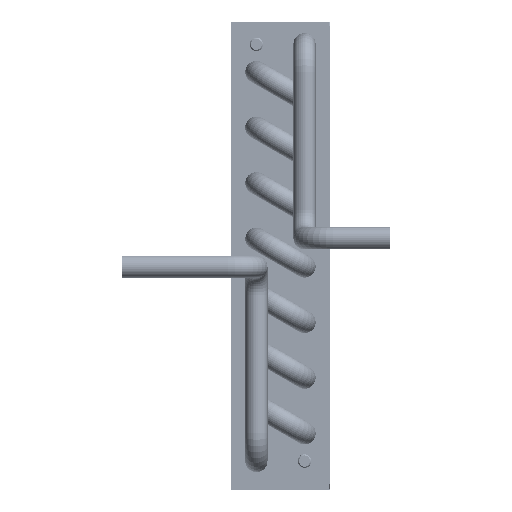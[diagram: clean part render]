
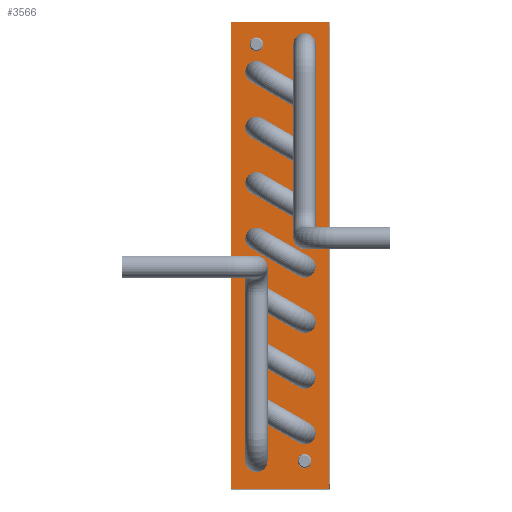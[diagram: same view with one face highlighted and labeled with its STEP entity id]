
A CAD part, top view. The second image highlights one B-rep face of the part: STEP entity #3566.
In plain terms, the highlighted planar face has unit normal (0, 0, 1).
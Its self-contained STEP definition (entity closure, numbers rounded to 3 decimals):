
#670=FACE_BOUND('',#1301,.T.);
#671=FACE_BOUND('',#1302,.T.);
#672=FACE_BOUND('',#1303,.T.);
#673=FACE_BOUND('',#1304,.T.);
#674=FACE_BOUND('',#1305,.T.);
#675=FACE_BOUND('',#1306,.T.);
#676=FACE_BOUND('',#1307,.T.);
#677=FACE_BOUND('',#1308,.T.);
#678=FACE_BOUND('',#1309,.T.);
#679=FACE_BOUND('',#1310,.T.);
#680=FACE_BOUND('',#1311,.T.);
#681=FACE_BOUND('',#1312,.T.);
#682=FACE_BOUND('',#1313,.T.);
#683=FACE_BOUND('',#1314,.T.);
#684=FACE_BOUND('',#1315,.T.);
#685=FACE_BOUND('',#1316,.T.);
#686=FACE_BOUND('',#1317,.T.);
#687=FACE_BOUND('',#1318,.T.);
#812=CIRCLE('',#3889,3.1);
#814=CIRCLE('',#3892,5.);
#816=CIRCLE('',#3895,5.);
#818=CIRCLE('',#3898,5.);
#820=CIRCLE('',#3901,5.);
#822=CIRCLE('',#3904,5.);
#824=CIRCLE('',#3907,5.);
#826=CIRCLE('',#3910,5.);
#828=CIRCLE('',#3913,5.);
#830=CIRCLE('',#3916,5.);
#832=CIRCLE('',#3919,5.);
#834=CIRCLE('',#3922,5.);
#836=CIRCLE('',#3925,5.);
#838=CIRCLE('',#3928,5.);
#840=CIRCLE('',#3931,5.);
#842=CIRCLE('',#3934,3.1);
#844=CIRCLE('',#3937,5.);
#846=CIRCLE('',#3940,5.);
#1117=FACE_OUTER_BOUND('',#1300,.T.);
#1300=EDGE_LOOP('',(#2749,#2750,#2751,#2752));
#1301=EDGE_LOOP('',(#2753));
#1302=EDGE_LOOP('',(#2754));
#1303=EDGE_LOOP('',(#2755));
#1304=EDGE_LOOP('',(#2756));
#1305=EDGE_LOOP('',(#2757));
#1306=EDGE_LOOP('',(#2758));
#1307=EDGE_LOOP('',(#2759));
#1308=EDGE_LOOP('',(#2760));
#1309=EDGE_LOOP('',(#2761));
#1310=EDGE_LOOP('',(#2762));
#1311=EDGE_LOOP('',(#2763));
#1312=EDGE_LOOP('',(#2764));
#1313=EDGE_LOOP('',(#2765));
#1314=EDGE_LOOP('',(#2766));
#1315=EDGE_LOOP('',(#2767));
#1316=EDGE_LOOP('',(#2768));
#1317=EDGE_LOOP('',(#2769));
#1318=EDGE_LOOP('',(#2770));
#1601=LINE('',#5757,#1758);
#1607=LINE('',#5775,#1764);
#1610=LINE('',#5780,#1767);
#1630=LINE('',#5891,#1787);
#1758=VECTOR('',#4468,10.);
#1764=VECTOR('',#4488,10.);
#1767=VECTOR('',#4493,10.);
#1787=VECTOR('',#4623,10.);
#1914=VERTEX_POINT('',#5754);
#1915=VERTEX_POINT('',#5756);
#1919=VERTEX_POINT('',#5772);
#1920=VERTEX_POINT('',#5774);
#1922=VERTEX_POINT('',#5782);
#1924=VERTEX_POINT('',#5788);
#1926=VERTEX_POINT('',#5794);
#1928=VERTEX_POINT('',#5800);
#1930=VERTEX_POINT('',#5806);
#1932=VERTEX_POINT('',#5812);
#1934=VERTEX_POINT('',#5818);
#1936=VERTEX_POINT('',#5824);
#1938=VERTEX_POINT('',#5830);
#1940=VERTEX_POINT('',#5836);
#1942=VERTEX_POINT('',#5842);
#1944=VERTEX_POINT('',#5848);
#1946=VERTEX_POINT('',#5854);
#1948=VERTEX_POINT('',#5860);
#1950=VERTEX_POINT('',#5866);
#1952=VERTEX_POINT('',#5872);
#1954=VERTEX_POINT('',#5878);
#1956=VERTEX_POINT('',#5884);
#2204=EDGE_CURVE('',#1915,#1914,#1601,.T.);
#2213=EDGE_CURVE('',#1920,#1919,#1607,.T.);
#2216=EDGE_CURVE('',#1919,#1915,#1610,.T.);
#2217=EDGE_CURVE('',#1922,#1922,#812,.T.);
#2220=EDGE_CURVE('',#1924,#1924,#814,.T.);
#2223=EDGE_CURVE('',#1926,#1926,#816,.T.);
#2226=EDGE_CURVE('',#1928,#1928,#818,.T.);
#2229=EDGE_CURVE('',#1930,#1930,#820,.T.);
#2232=EDGE_CURVE('',#1932,#1932,#822,.T.);
#2235=EDGE_CURVE('',#1934,#1934,#824,.T.);
#2238=EDGE_CURVE('',#1936,#1936,#826,.T.);
#2241=EDGE_CURVE('',#1938,#1938,#828,.T.);
#2244=EDGE_CURVE('',#1940,#1940,#830,.T.);
#2247=EDGE_CURVE('',#1942,#1942,#832,.T.);
#2250=EDGE_CURVE('',#1944,#1944,#834,.T.);
#2253=EDGE_CURVE('',#1946,#1946,#836,.T.);
#2256=EDGE_CURVE('',#1948,#1948,#838,.T.);
#2259=EDGE_CURVE('',#1950,#1950,#840,.T.);
#2262=EDGE_CURVE('',#1952,#1952,#842,.T.);
#2265=EDGE_CURVE('',#1954,#1954,#844,.T.);
#2268=EDGE_CURVE('',#1956,#1956,#846,.T.);
#2272=EDGE_CURVE('',#1914,#1920,#1630,.T.);
#2749=ORIENTED_EDGE('',*,*,#2216,.T.);
#2750=ORIENTED_EDGE('',*,*,#2204,.T.);
#2751=ORIENTED_EDGE('',*,*,#2272,.T.);
#2752=ORIENTED_EDGE('',*,*,#2213,.T.);
#2753=ORIENTED_EDGE('',*,*,#2217,.T.);
#2754=ORIENTED_EDGE('',*,*,#2220,.T.);
#2755=ORIENTED_EDGE('',*,*,#2223,.T.);
#2756=ORIENTED_EDGE('',*,*,#2226,.T.);
#2757=ORIENTED_EDGE('',*,*,#2229,.T.);
#2758=ORIENTED_EDGE('',*,*,#2232,.T.);
#2759=ORIENTED_EDGE('',*,*,#2235,.T.);
#2760=ORIENTED_EDGE('',*,*,#2238,.T.);
#2761=ORIENTED_EDGE('',*,*,#2241,.T.);
#2762=ORIENTED_EDGE('',*,*,#2244,.T.);
#2763=ORIENTED_EDGE('',*,*,#2247,.T.);
#2764=ORIENTED_EDGE('',*,*,#2250,.T.);
#2765=ORIENTED_EDGE('',*,*,#2253,.T.);
#2766=ORIENTED_EDGE('',*,*,#2256,.T.);
#2767=ORIENTED_EDGE('',*,*,#2259,.T.);
#2768=ORIENTED_EDGE('',*,*,#2262,.T.);
#2769=ORIENTED_EDGE('',*,*,#2265,.T.);
#2770=ORIENTED_EDGE('',*,*,#2268,.T.);
#3493=PLANE('',#3943);
#3566=ADVANCED_FACE('',(#1117,#670,#671,#672,#673,#674,#675,#676,#677,#678,
#679,#680,#681,#682,#683,#684,#685,#686,#687),#3493,.T.);
#3889=AXIS2_PLACEMENT_3D('',#5783,#4496,#4497);
#3892=AXIS2_PLACEMENT_3D('',#5789,#4503,#4504);
#3895=AXIS2_PLACEMENT_3D('',#5795,#4510,#4511);
#3898=AXIS2_PLACEMENT_3D('',#5801,#4517,#4518);
#3901=AXIS2_PLACEMENT_3D('',#5807,#4524,#4525);
#3904=AXIS2_PLACEMENT_3D('',#5813,#4531,#4532);
#3907=AXIS2_PLACEMENT_3D('',#5819,#4538,#4539);
#3910=AXIS2_PLACEMENT_3D('',#5825,#4545,#4546);
#3913=AXIS2_PLACEMENT_3D('',#5831,#4552,#4553);
#3916=AXIS2_PLACEMENT_3D('',#5837,#4559,#4560);
#3919=AXIS2_PLACEMENT_3D('',#5843,#4566,#4567);
#3922=AXIS2_PLACEMENT_3D('',#5849,#4573,#4574);
#3925=AXIS2_PLACEMENT_3D('',#5855,#4580,#4581);
#3928=AXIS2_PLACEMENT_3D('',#5861,#4587,#4588);
#3931=AXIS2_PLACEMENT_3D('',#5867,#4594,#4595);
#3934=AXIS2_PLACEMENT_3D('',#5873,#4601,#4602);
#3937=AXIS2_PLACEMENT_3D('',#5879,#4608,#4609);
#3940=AXIS2_PLACEMENT_3D('',#5885,#4615,#4616);
#3943=AXIS2_PLACEMENT_3D('',#5892,#4624,#4625);
#4468=DIRECTION('',(-1.,0.,0.));
#4488=DIRECTION('',(1.,0.,0.));
#4493=DIRECTION('',(0.,1.,0.));
#4496=DIRECTION('center_axis',(0.,0.,-1.));
#4497=DIRECTION('ref_axis',(1.,0.,0.));
#4503=DIRECTION('center_axis',(0.,0.,-1.));
#4504=DIRECTION('ref_axis',(1.,0.,0.));
#4510=DIRECTION('center_axis',(0.,0.,-1.));
#4511=DIRECTION('ref_axis',(1.,0.,0.));
#4517=DIRECTION('center_axis',(0.,0.,-1.));
#4518=DIRECTION('ref_axis',(1.,0.,0.));
#4524=DIRECTION('center_axis',(0.,0.,-1.));
#4525=DIRECTION('ref_axis',(1.,0.,0.));
#4531=DIRECTION('center_axis',(0.,0.,-1.));
#4532=DIRECTION('ref_axis',(1.,0.,0.));
#4538=DIRECTION('center_axis',(0.,0.,-1.));
#4539=DIRECTION('ref_axis',(1.,0.,0.));
#4545=DIRECTION('center_axis',(0.,0.,-1.));
#4546=DIRECTION('ref_axis',(1.,0.,0.));
#4552=DIRECTION('center_axis',(0.,0.,-1.));
#4553=DIRECTION('ref_axis',(1.,0.,0.));
#4559=DIRECTION('center_axis',(0.,0.,-1.));
#4560=DIRECTION('ref_axis',(1.,0.,0.));
#4566=DIRECTION('center_axis',(0.,0.,-1.));
#4567=DIRECTION('ref_axis',(1.,0.,0.));
#4573=DIRECTION('center_axis',(0.,0.,-1.));
#4574=DIRECTION('ref_axis',(1.,0.,0.));
#4580=DIRECTION('center_axis',(0.,0.,-1.));
#4581=DIRECTION('ref_axis',(1.,0.,0.));
#4587=DIRECTION('center_axis',(0.,0.,-1.));
#4588=DIRECTION('ref_axis',(1.,0.,0.));
#4594=DIRECTION('center_axis',(0.,0.,-1.));
#4595=DIRECTION('ref_axis',(1.,0.,0.));
#4601=DIRECTION('center_axis',(0.,0.,-1.));
#4602=DIRECTION('ref_axis',(1.,0.,0.));
#4608=DIRECTION('center_axis',(0.,0.,-1.));
#4609=DIRECTION('ref_axis',(1.,0.,0.));
#4615=DIRECTION('center_axis',(0.,0.,-1.));
#4616=DIRECTION('ref_axis',(1.,0.,0.));
#4623=DIRECTION('',(0.,-1.,0.));
#4624=DIRECTION('center_axis',(0.,0.,1.));
#4625=DIRECTION('ref_axis',(1.,0.,0.));
#5754=CARTESIAN_POINT('',(-22.,105.,0.5));
#5756=CARTESIAN_POINT('',(22.,105.,0.5));
#5757=CARTESIAN_POINT('',(22.,105.,0.5));
#5772=CARTESIAN_POINT('',(22.,-105.,0.5));
#5774=CARTESIAN_POINT('',(-22.,-105.,0.5));
#5775=CARTESIAN_POINT('',(-22.,-105.,0.5));
#5780=CARTESIAN_POINT('',(22.,-105.,0.5));
#5782=CARTESIAN_POINT('',(7.9,-92.5,0.5));
#5783=CARTESIAN_POINT('Origin',(11.,-92.5,0.5));
#5788=CARTESIAN_POINT('',(6.,-80.,0.5));
#5789=CARTESIAN_POINT('Origin',(11.,-80.,0.5));
#5794=CARTESIAN_POINT('',(-15.651,-92.5,0.5));
#5795=CARTESIAN_POINT('Origin',(-10.651,-92.5,0.5));
#5800=CARTESIAN_POINT('',(6.,-55.,0.5));
#5801=CARTESIAN_POINT('Origin',(11.,-55.,0.5));
#5806=CARTESIAN_POINT('',(-15.651,-67.5,0.5));
#5807=CARTESIAN_POINT('Origin',(-10.651,-67.5,0.5));
#5812=CARTESIAN_POINT('',(6.,-30.,0.5));
#5813=CARTESIAN_POINT('Origin',(11.,-30.,0.5));
#5818=CARTESIAN_POINT('',(-15.651,-42.5,0.5));
#5819=CARTESIAN_POINT('Origin',(-10.651,-42.5,0.5));
#5824=CARTESIAN_POINT('',(6.,-5.,0.5));
#5825=CARTESIAN_POINT('Origin',(11.,-5.,0.5));
#5830=CARTESIAN_POINT('',(-15.651,-17.5,0.5));
#5831=CARTESIAN_POINT('Origin',(-10.651,-17.5,0.5));
#5836=CARTESIAN_POINT('',(6.,20.,0.5));
#5837=CARTESIAN_POINT('Origin',(11.,20.,0.5));
#5842=CARTESIAN_POINT('',(-15.651,7.5,0.5));
#5843=CARTESIAN_POINT('Origin',(-10.651,7.5,0.5));
#5848=CARTESIAN_POINT('',(6.,45.,0.5));
#5849=CARTESIAN_POINT('Origin',(11.,45.,0.5));
#5854=CARTESIAN_POINT('',(-15.651,32.5,0.5));
#5855=CARTESIAN_POINT('Origin',(-10.651,32.5,0.5));
#5860=CARTESIAN_POINT('',(6.,70.,0.5));
#5861=CARTESIAN_POINT('Origin',(11.,70.,0.5));
#5866=CARTESIAN_POINT('',(-15.651,57.5,0.5));
#5867=CARTESIAN_POINT('Origin',(-10.651,57.5,0.5));
#5872=CARTESIAN_POINT('',(-13.751,95.,0.5));
#5873=CARTESIAN_POINT('Origin',(-10.651,95.,0.5));
#5878=CARTESIAN_POINT('',(6.,95.,0.5));
#5879=CARTESIAN_POINT('Origin',(11.,95.,0.5));
#5884=CARTESIAN_POINT('',(-15.651,82.5,0.5));
#5885=CARTESIAN_POINT('Origin',(-10.651,82.5,0.5));
#5891=CARTESIAN_POINT('',(-22.,105.,0.5));
#5892=CARTESIAN_POINT('Origin',(0.,0.,0.5));
